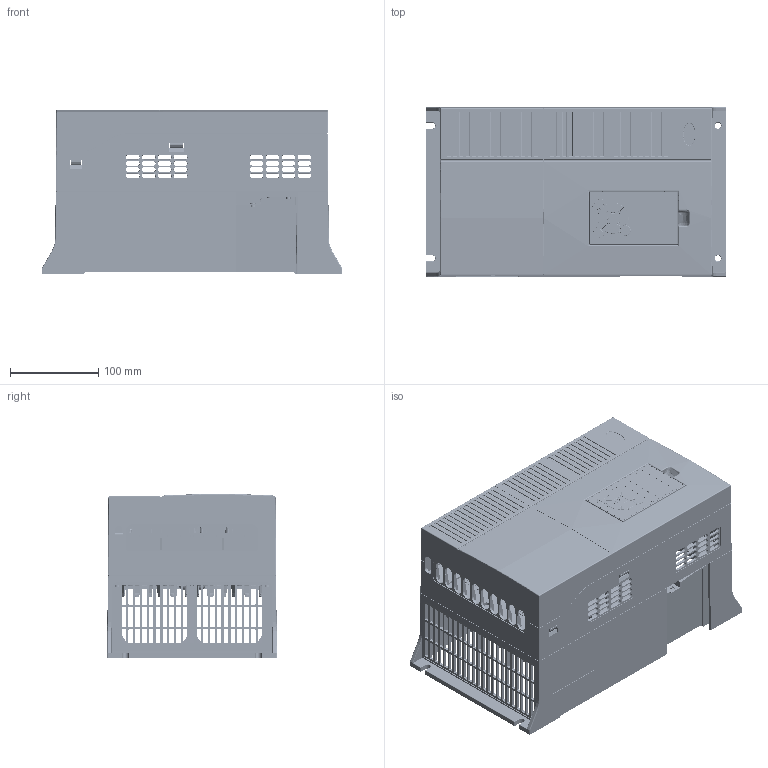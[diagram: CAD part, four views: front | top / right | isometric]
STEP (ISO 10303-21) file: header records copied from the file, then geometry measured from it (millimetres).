
FILE_DESCRIPTION((''),'2;1');
FILE_NAME('304MA09_ASM','2019-02-20T',('admin'),(''),'PRO/ENGINEER BY PARAMETRIC TECHNOLOGY CORPORATION, 2015240','PRO/ENGINEER BY PARAMETRIC TECHNOLOGY CORPORATION, 2015240','');
FILE_SCHEMA(('CONFIG_CONTROL_DESIGN'));
Products named in the file (12): 304MP01; 304MP02; 304MP03; 304MP04; 304A-KT_ASM; 302MP01; 302MP02; 302ME01; 302PK01; KW4-521ASB; 302MA01_ASM; 304MA09_ASM
Assembly tree (11 placements, depth 3):
  304MA09_ASM
    304A-KT_ASM
      304MP01
      304MP02
      304MP03
      304MP04
    302MA01_ASM
      302MP01
      302MP02
      302ME01
      302PK01
      KW4-521ASB
Bounding box: 340 x 192 x 185.7 mm (x, y, z)
Volume: 1067405 mm3; surface area: 918344.1 mm2
Topology: 9 solids, 9 shells, 7696 faces, 21185 edges, 13783 vertices
Faces by surface type: plane 5136, cylinder 1815, cone 290, torus 147, sphere 122, bspline 111, extrusion 75
Entity records: 252981 total; most frequent: CARTESIAN_POINT 57128, ORIENTED_EDGE 42310, DIRECTION 38010, EDGE_CURVE 21155, VECTOR 15604, LINE 15529, VERTEX_POINT 13783, AXIS2_PLACEMENT_3D 11203
